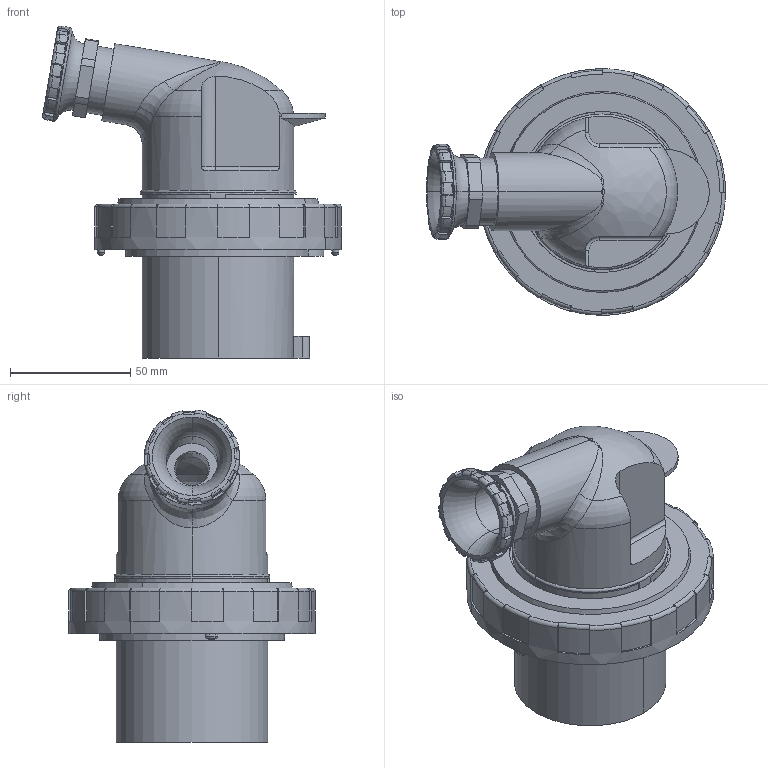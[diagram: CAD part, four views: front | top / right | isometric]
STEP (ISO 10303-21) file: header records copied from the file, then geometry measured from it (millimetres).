
FILE_DESCRIPTION((''),'2;1');
FILE_NAME('GW60124_ASM','2021-09-29T11:28:14',('User'),('Axiro Italia'),'CREO PARAMETRIC BY PTC INC, 2020354','CREO PARAMETRIC BY PTC INC, 2020354','');
FILE_SCHEMA(('CONFIG_CONTROL_DESIGN'));
Length unit declared in the file: millimetre
Products named in the file (4): GW60124_COMPONENTE_A_OR; GW60124_COMPONENTE_B_OR; GW60124_COMPONENTE_C_OR; GW60124_ASM
Assembly tree (3 placements, depth 2):
  GW60124_ASM
    GW60124_COMPONENTE_A_OR
    GW60124_COMPONENTE_B_OR
    GW60124_COMPONENTE_C_OR
Bounding box: 124.21 x 102.5 x 137.98 mm (x, y, z)
Volume: 200894.9 mm3; surface area: 110223 mm2
Topology: 3 solids, 3 shells, 565 faces, 1497 edges, 964 vertices
Faces by surface type: plane 218, cylinder 164, bspline 84, torus 69, cone 25, extrusion 4, sphere 1
Entity records: 21391 total; most frequent: CARTESIAN_POINT 7463, ORIENTED_EDGE 2990, DIRECTION 2851, EDGE_CURVE 1495, AXIS2_PLACEMENT_3D 1122, VERTEX_POINT 964, CIRCLE 638, VECTOR 607
